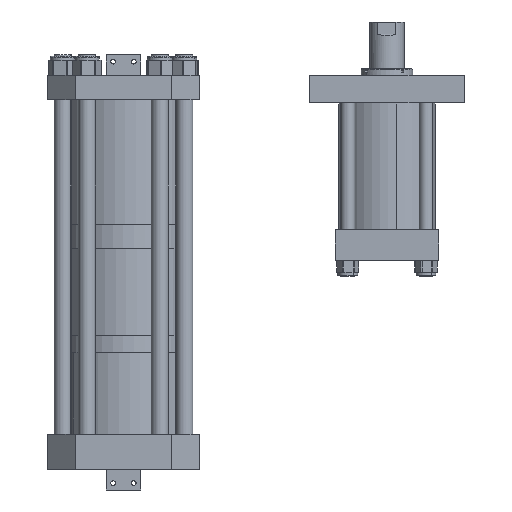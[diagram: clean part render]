
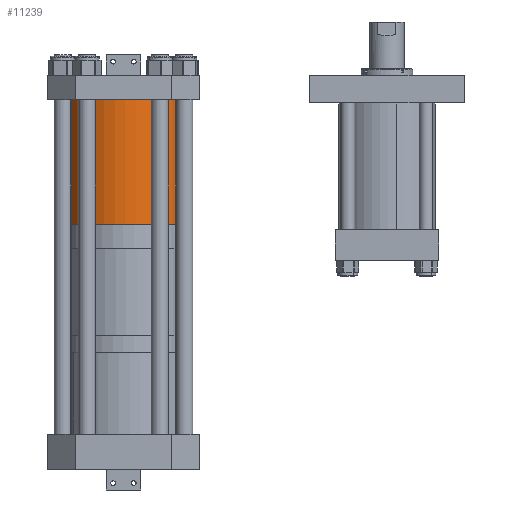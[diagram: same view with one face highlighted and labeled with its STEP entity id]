
A CAD part, front view. The second image highlights one B-rep face of the part: STEP entity #11239.
In plain terms, the highlighted cylindrical face has radius 114.3 mm (diameter 228.6 mm), a partial arc.
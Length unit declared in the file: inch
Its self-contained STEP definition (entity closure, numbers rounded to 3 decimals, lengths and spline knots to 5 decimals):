
#431 = FACE_OUTER_BOUND ( 'NONE', #17441, .T. ) ;
#504 = VERTEX_POINT ( 'NONE', #12843 ) ;
#872 = CYLINDRICAL_SURFACE ( 'NONE', #14364, 4.5 ) ;
#1268 = CARTESIAN_POINT ( 'NONE',  ( -4.5, 0., 0. ) ) ;
#1424 = VERTEX_POINT ( 'NONE', #1268 ) ;
#1914 = CARTESIAN_POINT ( 'NONE',  ( 0., 0., 0. ) ) ;
#2689 = CARTESIAN_POINT ( 'NONE',  ( -4.5, 0., 9.063 ) ) ;
#3342 = AXIS2_PLACEMENT_3D ( 'NONE', #1914, #13974, #5940 ) ;
#3444 = VERTEX_POINT ( 'NONE', #2689 ) ;
#3450 = CARTESIAN_POINT ( 'NONE',  ( 0., 0., 9.063 ) ) ;
#3590 = DIRECTION ( 'NONE',  ( 0., 0., 1. ) ) ;
#4014 = ORIENTED_EDGE ( 'NONE', *, *, #5249, .F. ) ;
#5249 = EDGE_CURVE ( 'NONE', #9916, #504, #15913, .T. ) ;
#5527 = VECTOR ( 'NONE', #7217, 39.37008 ) ;
#5831 = CARTESIAN_POINT ( 'NONE',  ( -4.5, 0., 9.063 ) ) ;
#5940 = DIRECTION ( 'NONE',  ( 1., 0., 0. ) ) ;
#6316 = CARTESIAN_POINT ( 'NONE',  ( 4.5, 0., 9.063 ) ) ;
#6333 = EDGE_CURVE ( 'NONE', #1424, #504, #15623, .T. ) ;
#6922 = ORIENTED_EDGE ( 'NONE', *, *, #10947, .T. ) ;
#7217 = DIRECTION ( 'NONE',  ( 0., 0., -1. ) ) ;
#7539 = DIRECTION ( 'NONE',  ( 1., 0., 0. ) ) ;
#8141 = CIRCLE ( 'NONE', #8197, 4.5 ) ;
#8197 = AXIS2_PLACEMENT_3D ( 'NONE', #14580, #3590, #7539 ) ;
#8303 = ORIENTED_EDGE ( 'NONE', *, *, #10628, .F. ) ;
#9916 = VERTEX_POINT ( 'NONE', #13900 ) ;
#10141 = VECTOR ( 'NONE', #14631, 39.37008 ) ;
#10628 = EDGE_CURVE ( 'NONE', #3444, #9916, #8141, .T. ) ;
#10947 = EDGE_CURVE ( 'NONE', #3444, #1424, #13672, .T. ) ;
#11239 = ADVANCED_FACE ( 'NONE', ( #431 ), #872, .T. ) ;
#11962 = ORIENTED_EDGE ( 'NONE', *, *, #6333, .T. ) ;
#12843 = CARTESIAN_POINT ( 'NONE',  ( 4.5, 0., 0. ) ) ;
#13018 = DIRECTION ( 'NONE',  ( -1., 0., 0. ) ) ;
#13672 = LINE ( 'NONE', #5831, #5527 ) ;
#13900 = CARTESIAN_POINT ( 'NONE',  ( 4.5, 0., 9.063 ) ) ;
#13974 = DIRECTION ( 'NONE',  ( 0., 0., 1. ) ) ;
#14364 = AXIS2_PLACEMENT_3D ( 'NONE', #3450, #17058, #13018 ) ;
#14580 = CARTESIAN_POINT ( 'NONE',  ( 0., 0., 9.063 ) ) ;
#14631 = DIRECTION ( 'NONE',  ( 0., 0., -1. ) ) ;
#15623 = CIRCLE ( 'NONE', #3342, 4.5 ) ;
#15913 = LINE ( 'NONE', #6316, #10141 ) ;
#17058 = DIRECTION ( 'NONE',  ( 0., 0., -1. ) ) ;
#17441 = EDGE_LOOP ( 'NONE', ( #4014, #8303, #6922, #11962 ) ) ;
